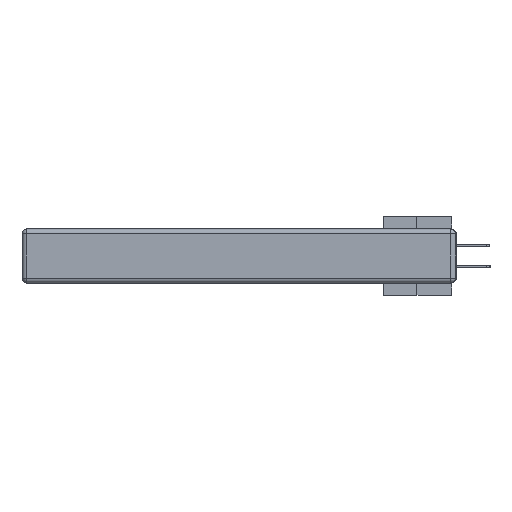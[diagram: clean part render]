
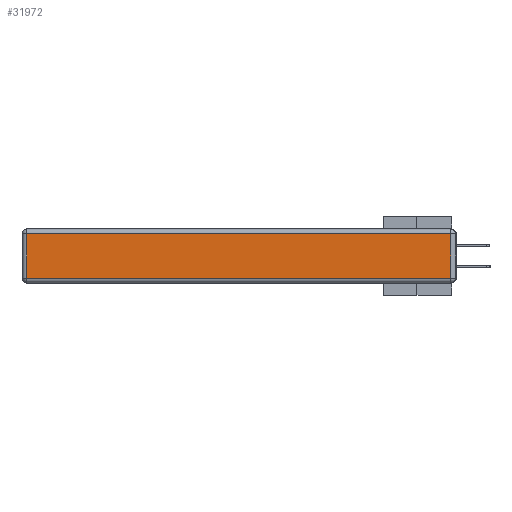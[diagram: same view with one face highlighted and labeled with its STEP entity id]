
A CAD part, left-side view. The second image highlights one B-rep face of the part: STEP entity #31972.
In plain terms, the highlighted planar face has unit normal (-1, 0, 0).
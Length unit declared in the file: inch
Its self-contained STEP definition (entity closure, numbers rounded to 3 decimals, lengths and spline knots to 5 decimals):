
#208 = VECTOR ( 'NONE', #10013, 39.37008 ) ;
#2171 = DIRECTION ( 'NONE',  ( -1., 0., 0. ) ) ;
#3232 = AXIS2_PLACEMENT_3D ( 'NONE', #17758, #2171, #5354 ) ;
#3730 = EDGE_CURVE ( 'NONE', #11728, #14603, #22374, .T. ) ;
#4815 = VERTEX_POINT ( 'NONE', #18642 ) ;
#5354 = DIRECTION ( 'NONE',  ( 0., 0., 1. ) ) ;
#6434 = CARTESIAN_POINT ( 'NONE',  ( 0., 2.72, -0.343 ) ) ;
#7425 = DIRECTION ( 'NONE',  ( 0., 0., 1. ) ) ;
#10013 = DIRECTION ( 'NONE',  ( 0., 1., 0. ) ) ;
#10736 = VERTEX_POINT ( 'NONE', #18275 ) ;
#11728 = VERTEX_POINT ( 'NONE', #30807 ) ;
#11960 = CARTESIAN_POINT ( 'NONE',  ( 0., 0.03, -0.03 ) ) ;
#14603 = VERTEX_POINT ( 'NONE', #11960 ) ;
#15769 = LINE ( 'NONE', #20754, #18699 ) ;
#17330 = ORIENTED_EDGE ( 'NONE', *, *, #3730, .T. ) ;
#17758 = CARTESIAN_POINT ( 'NONE',  ( 0., 0., -0.343 ) ) ;
#18275 = CARTESIAN_POINT ( 'NONE',  ( 0., 2.72, -0.313 ) ) ;
#18642 = CARTESIAN_POINT ( 'NONE',  ( 0., 2.72, -0.03 ) ) ;
#18699 = VECTOR ( 'NONE', #30378, 39.37008 ) ;
#19430 = CARTESIAN_POINT ( 'NONE',  ( 0., 0.03, -0.343 ) ) ;
#20065 = ORIENTED_EDGE ( 'NONE', *, *, #27815, .T. ) ;
#20356 = EDGE_LOOP ( 'NONE', ( #33148, #17330, #20065, #33526 ) ) ;
#20754 = CARTESIAN_POINT ( 'NONE',  ( 0., 0., -0.313 ) ) ;
#22374 = LINE ( 'NONE', #19430, #23840 ) ;
#23840 = VECTOR ( 'NONE', #7425, 39.37008 ) ;
#24204 = EDGE_CURVE ( 'NONE', #10736, #11728, #15769, .T. ) ;
#25102 = FACE_OUTER_BOUND ( 'NONE', #20356, .T. ) ;
#25355 = DIRECTION ( 'NONE',  ( 0., 0., -1. ) ) ;
#25443 = VECTOR ( 'NONE', #25355, 39.37008 ) ;
#27664 = PLANE ( 'NONE',  #3232 ) ;
#27815 = EDGE_CURVE ( 'NONE', #14603, #4815, #37801, .T. ) ;
#30378 = DIRECTION ( 'NONE',  ( 0., -1., 0. ) ) ;
#30807 = CARTESIAN_POINT ( 'NONE',  ( 0., 0.03, -0.313 ) ) ;
#31972 = ADVANCED_FACE ( 'NONE', ( #25102 ), #27664, .T. ) ;
#33148 = ORIENTED_EDGE ( 'NONE', *, *, #24204, .T. ) ;
#33526 = ORIENTED_EDGE ( 'NONE', *, *, #36589, .T. ) ;
#34278 = LINE ( 'NONE', #6434, #25443 ) ;
#36589 = EDGE_CURVE ( 'NONE', #4815, #10736, #34278, .T. ) ;
#37801 = LINE ( 'NONE', #38354, #208 ) ;
#38354 = CARTESIAN_POINT ( 'NONE',  ( 0., 2.75, -0.03 ) ) ;
